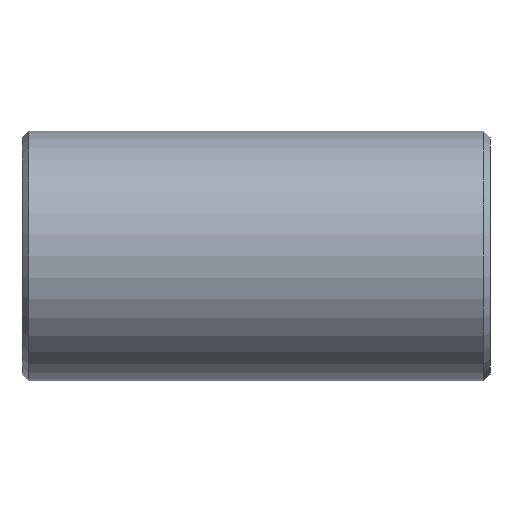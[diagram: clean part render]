
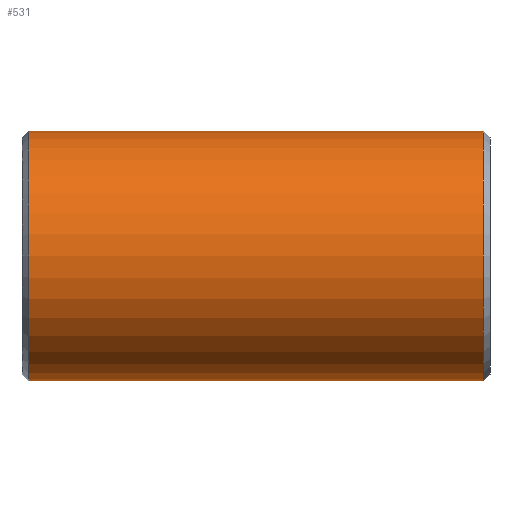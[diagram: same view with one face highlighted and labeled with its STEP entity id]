
A CAD part, front view. The second image highlights one B-rep face of the part: STEP entity #531.
In plain terms, the highlighted cylindrical face has radius 50.8 mm (diameter 101.6 mm), a partial arc.
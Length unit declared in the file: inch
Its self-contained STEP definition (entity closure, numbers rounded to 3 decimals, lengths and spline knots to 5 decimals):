
#6 = VERTEX_POINT ( 'NONE', #355 ) ;
#101 = EDGE_CURVE ( 'NONE', #186, #587, #216, .T. ) ;
#108 = ORIENTED_EDGE ( 'NONE', *, *, #285, .F. ) ;
#119 = DIRECTION ( 'NONE',  ( -1., 0., 0. ) ) ;
#121 = DIRECTION ( 'NONE',  ( -1., 0., 0. ) ) ;
#123 = VECTOR ( 'NONE', #119, 39.37008 ) ;
#138 = ORIENTED_EDGE ( 'NONE', *, *, #719, .T. ) ;
#141 = ORIENTED_EDGE ( 'NONE', *, *, #625, .T. ) ;
#186 = VERTEX_POINT ( 'NONE', #272 ) ;
#216 = LINE ( 'NONE', #658, #705 ) ;
#237 = CARTESIAN_POINT ( 'NONE',  ( -3.644, 0., 2. ) ) ;
#272 = CARTESIAN_POINT ( 'NONE',  ( 3.644, 0., 2. ) ) ;
#285 = EDGE_CURVE ( 'NONE', #763, #6, #764, .T. ) ;
#293 = CIRCLE ( 'NONE', #512, 2. ) ;
#313 = CYLINDRICAL_SURFACE ( 'NONE', #559, 2. ) ;
#333 = CIRCLE ( 'NONE', #400, 2. ) ;
#335 = DIRECTION ( 'NONE',  ( -1., 0., 0. ) ) ;
#342 = CARTESIAN_POINT ( 'NONE',  ( 3.644, 0., -2. ) ) ;
#355 = CARTESIAN_POINT ( 'NONE',  ( -3.644, 0., -2. ) ) ;
#359 = CARTESIAN_POINT ( 'NONE',  ( 3.75, 0., -2. ) ) ;
#400 = AXIS2_PLACEMENT_3D ( 'NONE', #496, #439, #757 ) ;
#428 = FACE_OUTER_BOUND ( 'NONE', #759, .T. ) ;
#439 = DIRECTION ( 'NONE',  ( 1., 0., 0. ) ) ;
#470 = CARTESIAN_POINT ( 'NONE',  ( 3.644, 0., 0. ) ) ;
#496 = CARTESIAN_POINT ( 'NONE',  ( -3.644, 0., 0. ) ) ;
#501 = DIRECTION ( 'NONE',  ( 0., 0., 1. ) ) ;
#512 = AXIS2_PLACEMENT_3D ( 'NONE', #470, #733, #732 ) ;
#531 = ADVANCED_FACE ( 'NONE', ( #428 ), #313, .T. ) ;
#559 = AXIS2_PLACEMENT_3D ( 'NONE', #700, #121, #501 ) ;
#560 = ORIENTED_EDGE ( 'NONE', *, *, #101, .T. ) ;
#587 = VERTEX_POINT ( 'NONE', #237 ) ;
#625 = EDGE_CURVE ( 'NONE', #587, #6, #333, .T. ) ;
#658 = CARTESIAN_POINT ( 'NONE',  ( 3.75, 0., 2. ) ) ;
#700 = CARTESIAN_POINT ( 'NONE',  ( 3.75, 0., 0. ) ) ;
#705 = VECTOR ( 'NONE', #335, 39.37008 ) ;
#719 = EDGE_CURVE ( 'NONE', #763, #186, #293, .T. ) ;
#732 = DIRECTION ( 'NONE',  ( 0., 0., -1. ) ) ;
#733 = DIRECTION ( 'NONE',  ( -1., 0., 0. ) ) ;
#757 = DIRECTION ( 'NONE',  ( 0., 0., 1. ) ) ;
#759 = EDGE_LOOP ( 'NONE', ( #108, #138, #560, #141 ) ) ;
#763 = VERTEX_POINT ( 'NONE', #342 ) ;
#764 = LINE ( 'NONE', #359, #123 ) ;
